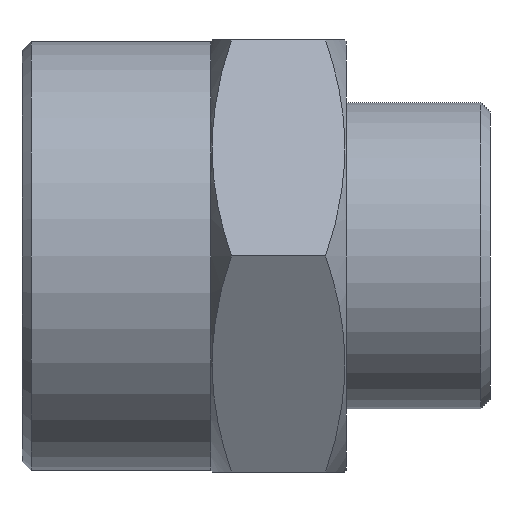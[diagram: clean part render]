
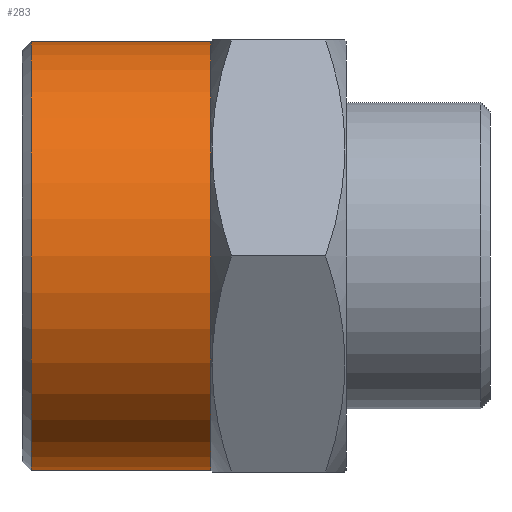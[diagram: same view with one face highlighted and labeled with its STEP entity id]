
A CAD part, left-side view. The second image highlights one B-rep face of the part: STEP entity #283.
In plain terms, the highlighted cylindrical face has radius 11.9 mm (diameter 23.8 mm), a partial arc.
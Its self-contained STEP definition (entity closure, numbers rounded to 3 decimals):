
#66 = VERTEX_POINT ( 'NONE', #464 ) ;
#67 = VERTEX_POINT ( 'NONE', #463 ) ;
#69 = VERTEX_POINT ( 'NONE', #460 ) ;
#77 = VERTEX_POINT ( 'NONE', #497 ) ;
#125 = EDGE_CURVE ( 'NONE', #69, #67, #595, .T. ) ;
#132 = EDGE_CURVE ( 'NONE', #66, #77, #580, .T. ) ;
#262 = ORIENTED_EDGE ( 'NONE', *, *, #132, .F. ) ;
#263 = ORIENTED_EDGE ( 'NONE', *, *, #282, .T. ) ;
#264 = ORIENTED_EDGE ( 'NONE', *, *, #125, .T. ) ;
#265 = ORIENTED_EDGE ( 'NONE', *, *, #266, .F. ) ;
#266 = EDGE_CURVE ( 'NONE', #77, #67, #906, .T. ) ;
#282 = EDGE_CURVE ( 'NONE', #66, #69, #884, .T. ) ;
#283 = ADVANCED_FACE ( 'NONE', ( #879 ), #878, .T. ) ;
#284 = EDGE_LOOP ( 'NONE', ( #262, #263, #264, #265 ) ) ;
#460 = CARTESIAN_POINT ( 'NONE',  ( 0., 25.5, -11.9 ) ) ;
#463 = CARTESIAN_POINT ( 'NONE',  ( 0., 15.5, -11.9 ) ) ;
#464 = CARTESIAN_POINT ( 'NONE',  ( 0., 25.5, 11.9 ) ) ;
#497 = CARTESIAN_POINT ( 'NONE',  ( 0., 15.5, 11.9 ) ) ;
#577 = DIRECTION ( 'NONE',  ( 0., -1., 0. ) ) ;
#578 = VECTOR ( 'NONE', #577, 1000. ) ;
#579 = CARTESIAN_POINT ( 'NONE',  ( 0., -6.646, 11.9 ) ) ;
#580 = LINE ( 'NONE', #579, #578 ) ;
#592 = DIRECTION ( 'NONE',  ( 0., -1., 0. ) ) ;
#593 = VECTOR ( 'NONE', #592, 1000. ) ;
#594 = CARTESIAN_POINT ( 'NONE',  ( 0., -6.646, -11.9 ) ) ;
#595 = LINE ( 'NONE', #594, #593 ) ;
#877 = AXIS2_PLACEMENT_3D ( 'NONE', #937, #936, #935 ) ;
#878 = CYLINDRICAL_SURFACE ( 'NONE', #877, 11.9 ) ;
#879 = FACE_OUTER_BOUND ( 'NONE', #284, .T. ) ;
#880 = DIRECTION ( 'NONE',  ( 0., 0., -1. ) ) ;
#881 = DIRECTION ( 'NONE',  ( 0., -1., 0. ) ) ;
#882 = CARTESIAN_POINT ( 'NONE',  ( 0., 25.5, 0. ) ) ;
#883 = AXIS2_PLACEMENT_3D ( 'NONE', #882, #881, #880 ) ;
#884 = CIRCLE ( 'NONE', #883, 11.9 ) ;
#902 = DIRECTION ( 'NONE',  ( 0., 0., -1. ) ) ;
#903 = DIRECTION ( 'NONE',  ( 0., -1., 0. ) ) ;
#904 = CARTESIAN_POINT ( 'NONE',  ( 0., 15.5, 0. ) ) ;
#905 = AXIS2_PLACEMENT_3D ( 'NONE', #904, #903, #902 ) ;
#906 = CIRCLE ( 'NONE', #905, 11.9 ) ;
#935 = DIRECTION ( 'NONE',  ( 0., 0., -1. ) ) ;
#936 = DIRECTION ( 'NONE',  ( 0., -1., 0. ) ) ;
#937 = CARTESIAN_POINT ( 'NONE',  ( 0., -6.646, 0. ) ) ;
